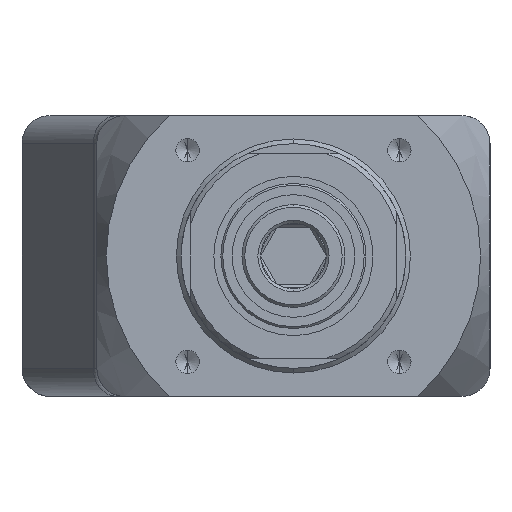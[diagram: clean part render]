
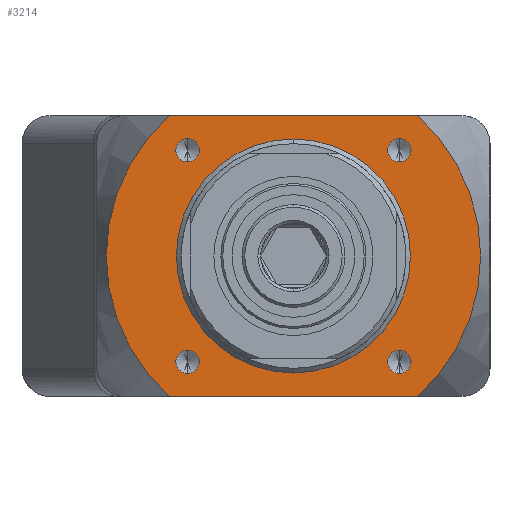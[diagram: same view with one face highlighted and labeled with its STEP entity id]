
A CAD part, left-side view. The second image highlights one B-rep face of the part: STEP entity #3214.
In plain terms, the highlighted planar face has unit normal (-1, 0, 0).
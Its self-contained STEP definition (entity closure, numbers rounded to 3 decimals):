
#47 = DIRECTION ( 'NONE',  ( 0., 0., -1. ) ) ;
#66 = VECTOR ( 'NONE', #9827, 1000. ) ;
#110 = EDGE_CURVE ( 'NONE', #10972, #3836, #3821, .T. ) ;
#173 = VERTEX_POINT ( 'NONE', #4332 ) ;
#254 = EDGE_LOOP ( 'NONE', ( #2958, #10814 ) ) ;
#269 = CIRCLE ( 'NONE', #9359, 12.5 ) ;
#276 = AXIS2_PLACEMENT_3D ( 'NONE', #9630, #2319, #3231 ) ;
#480 = CARTESIAN_POINT ( 'NONE',  ( 34., 11.314, -10.064 ) ) ;
#569 = DIRECTION ( 'NONE',  ( 0., -1., 0. ) ) ;
#674 = EDGE_LOOP ( 'NONE', ( #11154, #4805, #2523, #5550 ) ) ;
#731 = CARTESIAN_POINT ( 'NONE',  ( 34., 0., -12.5 ) ) ;
#733 = CIRCLE ( 'NONE', #10199, 20. ) ;
#736 = DIRECTION ( 'NONE',  ( -1., 0., 0. ) ) ;
#871 = CARTESIAN_POINT ( 'NONE',  ( 34., 11.314, 11.314 ) ) ;
#885 = CIRCLE ( 'NONE', #2187, 1.25 ) ;
#890 = FACE_OUTER_BOUND ( 'NONE', #674, .T. ) ;
#917 = CARTESIAN_POINT ( 'NONE',  ( 34., -11.314, 10.064 ) ) ;
#982 = CARTESIAN_POINT ( 'NONE',  ( 34., -13.229, 15. ) ) ;
#1039 = FACE_BOUND ( 'NONE', #7208, .T. ) ;
#1061 = DIRECTION ( 'NONE',  ( 0., 0., 1. ) ) ;
#1188 = DIRECTION ( 'NONE',  ( -1., 0., 0. ) ) ;
#1193 = CIRCLE ( 'NONE', #3953, 12.5 ) ;
#1194 = DIRECTION ( 'NONE',  ( -1., 0., 0. ) ) ;
#1333 = FACE_BOUND ( 'NONE', #3472, .T. ) ;
#1376 = EDGE_LOOP ( 'NONE', ( #2982, #8020 ) ) ;
#1529 = VERTEX_POINT ( 'NONE', #480 ) ;
#1560 = VERTEX_POINT ( 'NONE', #3243 ) ;
#1567 = EDGE_CURVE ( 'NONE', #1560, #5377, #4487, .T. ) ;
#1752 = CIRCLE ( 'NONE', #8746, 1.25 ) ;
#2018 = CARTESIAN_POINT ( 'NONE',  ( 34., 13.229, 15. ) ) ;
#2187 = AXIS2_PLACEMENT_3D ( 'NONE', #2500, #2452, #3308 ) ;
#2319 = DIRECTION ( 'NONE',  ( -1., 0., 0. ) ) ;
#2371 = VECTOR ( 'NONE', #569, 1000. ) ;
#2452 = DIRECTION ( 'NONE',  ( -1., 0., 0. ) ) ;
#2500 = CARTESIAN_POINT ( 'NONE',  ( 34., 11.314, -11.314 ) ) ;
#2523 = ORIENTED_EDGE ( 'NONE', *, *, #10785, .F. ) ;
#2544 = CIRCLE ( 'NONE', #5947, 1.25 ) ;
#2602 = DIRECTION ( 'NONE',  ( 0., 0., 1. ) ) ;
#2628 = AXIS2_PLACEMENT_3D ( 'NONE', #10840, #9017, #4403 ) ;
#2668 = ORIENTED_EDGE ( 'NONE', *, *, #2899, .T. ) ;
#2760 = CARTESIAN_POINT ( 'NONE',  ( 34., 0., 0. ) ) ;
#2899 = EDGE_CURVE ( 'NONE', #6981, #6224, #1193, .T. ) ;
#2905 = DIRECTION ( 'NONE',  ( 1., 0., 0. ) ) ;
#2958 = ORIENTED_EDGE ( 'NONE', *, *, #5735, .F. ) ;
#2982 = ORIENTED_EDGE ( 'NONE', *, *, #9998, .F. ) ;
#3005 = AXIS2_PLACEMENT_3D ( 'NONE', #11747, #7191, #9946 ) ;
#3014 = CARTESIAN_POINT ( 'NONE',  ( 34., 21., 0. ) ) ;
#3139 = VERTEX_POINT ( 'NONE', #2018 ) ;
#3214 = ADVANCED_FACE ( 'NONE', ( #6182, #8166, #1039, #8462, #1333, #890 ), #9290, .T. ) ;
#3231 = DIRECTION ( 'NONE',  ( 0., 0., 1. ) ) ;
#3243 = CARTESIAN_POINT ( 'NONE',  ( 34., 13.229, -15. ) ) ;
#3308 = DIRECTION ( 'NONE',  ( 0., 0., 1. ) ) ;
#3393 = CARTESIAN_POINT ( 'NONE',  ( 34., 11.314, -11.314 ) ) ;
#3455 = CARTESIAN_POINT ( 'NONE',  ( 34., 21., 15. ) ) ;
#3472 = EDGE_LOOP ( 'NONE', ( #5410, #2668 ) ) ;
#3630 = DIRECTION ( 'NONE',  ( 1., 0., 0. ) ) ;
#3727 = CARTESIAN_POINT ( 'NONE',  ( 34., 0., 0. ) ) ;
#3737 = EDGE_CURVE ( 'NONE', #5377, #10506, #733, .T. ) ;
#3821 = CIRCLE ( 'NONE', #276, 1.25 ) ;
#3836 = VERTEX_POINT ( 'NONE', #4552 ) ;
#3843 = DIRECTION ( 'NONE',  ( 0., 0., 1. ) ) ;
#3929 = EDGE_CURVE ( 'NONE', #1560, #3139, #8298, .T. ) ;
#3945 = ORIENTED_EDGE ( 'NONE', *, *, #110, .F. ) ;
#3953 = AXIS2_PLACEMENT_3D ( 'NONE', #3727, #6512, #10212 ) ;
#3973 = ORIENTED_EDGE ( 'NONE', *, *, #6033, .F. ) ;
#4332 = CARTESIAN_POINT ( 'NONE',  ( 34., -11.314, -12.564 ) ) ;
#4403 = DIRECTION ( 'NONE',  ( 0., 0., 1. ) ) ;
#4437 = EDGE_CURVE ( 'NONE', #3836, #10972, #10059, .T. ) ;
#4487 = LINE ( 'NONE', #7821, #2371 ) ;
#4552 = CARTESIAN_POINT ( 'NONE',  ( 34., -11.314, 12.564 ) ) ;
#4713 = CARTESIAN_POINT ( 'NONE',  ( 34., 0., 12.5 ) ) ;
#4805 = ORIENTED_EDGE ( 'NONE', *, *, #3737, .T. ) ;
#4941 = VERTEX_POINT ( 'NONE', #6859 ) ;
#4997 = EDGE_CURVE ( 'NONE', #1529, #9107, #6350, .T. ) ;
#5285 = ORIENTED_EDGE ( 'NONE', *, *, #4997, .F. ) ;
#5330 = DIRECTION ( 'NONE',  ( 0., 0., 1. ) ) ;
#5377 = VERTEX_POINT ( 'NONE', #8684 ) ;
#5381 = CARTESIAN_POINT ( 'NONE',  ( 34., 0., 0. ) ) ;
#5410 = ORIENTED_EDGE ( 'NONE', *, *, #8910, .T. ) ;
#5550 = ORIENTED_EDGE ( 'NONE', *, *, #3929, .F. ) ;
#5735 = EDGE_CURVE ( 'NONE', #7151, #4941, #6306, .T. ) ;
#5947 = AXIS2_PLACEMENT_3D ( 'NONE', #11159, #1188, #6483 ) ;
#6033 = EDGE_CURVE ( 'NONE', #9107, #1529, #885, .T. ) ;
#6111 = DIRECTION ( 'NONE',  ( -1., 0., 0. ) ) ;
#6131 = AXIS2_PLACEMENT_3D ( 'NONE', #3393, #736, #2602 ) ;
#6182 = FACE_BOUND ( 'NONE', #10596, .T. ) ;
#6224 = VERTEX_POINT ( 'NONE', #731 ) ;
#6306 = CIRCLE ( 'NONE', #2628, 1.25 ) ;
#6350 = CIRCLE ( 'NONE', #6131, 1.25 ) ;
#6483 = DIRECTION ( 'NONE',  ( 0., 0., 1. ) ) ;
#6495 = CARTESIAN_POINT ( 'NONE',  ( 34., -11.314, -10.064 ) ) ;
#6512 = DIRECTION ( 'NONE',  ( 1., 0., 0. ) ) ;
#6835 = VERTEX_POINT ( 'NONE', #6495 ) ;
#6859 = CARTESIAN_POINT ( 'NONE',  ( 34., 11.314, 10.064 ) ) ;
#6981 = VERTEX_POINT ( 'NONE', #4713 ) ;
#7151 = VERTEX_POINT ( 'NONE', #11576 ) ;
#7191 = DIRECTION ( 'NONE',  ( -1., 0., 0. ) ) ;
#7208 = EDGE_LOOP ( 'NONE', ( #7263, #3945 ) ) ;
#7263 = ORIENTED_EDGE ( 'NONE', *, *, #4437, .F. ) ;
#7821 = CARTESIAN_POINT ( 'NONE',  ( 34., 21., -15. ) ) ;
#7920 = AXIS2_PLACEMENT_3D ( 'NONE', #3014, #1194, #3843 ) ;
#8020 = ORIENTED_EDGE ( 'NONE', *, *, #9872, .F. ) ;
#8166 = FACE_BOUND ( 'NONE', #254, .T. ) ;
#8224 = CIRCLE ( 'NONE', #11384, 1.25 ) ;
#8285 = DIRECTION ( 'NONE',  ( 0., 0., 1. ) ) ;
#8298 = CIRCLE ( 'NONE', #8483, 20. ) ;
#8462 = FACE_BOUND ( 'NONE', #1376, .T. ) ;
#8483 = AXIS2_PLACEMENT_3D ( 'NONE', #11029, #2905, #1061 ) ;
#8684 = CARTESIAN_POINT ( 'NONE',  ( 34., -13.229, -15. ) ) ;
#8746 = AXIS2_PLACEMENT_3D ( 'NONE', #871, #9055, #9728 ) ;
#8893 = EDGE_CURVE ( 'NONE', #4941, #7151, #1752, .T. ) ;
#8910 = EDGE_CURVE ( 'NONE', #6224, #6981, #269, .T. ) ;
#8983 = DIRECTION ( 'NONE',  ( -1., 0., 0. ) ) ;
#9017 = DIRECTION ( 'NONE',  ( -1., 0., 0. ) ) ;
#9055 = DIRECTION ( 'NONE',  ( -1., 0., 0. ) ) ;
#9107 = VERTEX_POINT ( 'NONE', #10364 ) ;
#9290 = PLANE ( 'NONE',  #7920 ) ;
#9359 = AXIS2_PLACEMENT_3D ( 'NONE', #2760, #3630, #47 ) ;
#9630 = CARTESIAN_POINT ( 'NONE',  ( 34., -11.314, 11.314 ) ) ;
#9728 = DIRECTION ( 'NONE',  ( 0., 0., 1. ) ) ;
#9827 = DIRECTION ( 'NONE',  ( 0., -1., 0. ) ) ;
#9872 = EDGE_CURVE ( 'NONE', #173, #6835, #8224, .T. ) ;
#9918 = CARTESIAN_POINT ( 'NONE',  ( 34., -11.314, -11.314 ) ) ;
#9946 = DIRECTION ( 'NONE',  ( 0., 0., 1. ) ) ;
#9998 = EDGE_CURVE ( 'NONE', #6835, #173, #2544, .T. ) ;
#10059 = CIRCLE ( 'NONE', #3005, 1.25 ) ;
#10199 = AXIS2_PLACEMENT_3D ( 'NONE', #5381, #8983, #5330 ) ;
#10212 = DIRECTION ( 'NONE',  ( 0., 0., -1. ) ) ;
#10364 = CARTESIAN_POINT ( 'NONE',  ( 34., 11.314, -12.564 ) ) ;
#10506 = VERTEX_POINT ( 'NONE', #982 ) ;
#10596 = EDGE_LOOP ( 'NONE', ( #5285, #3973 ) ) ;
#10785 = EDGE_CURVE ( 'NONE', #3139, #10506, #11622, .T. ) ;
#10814 = ORIENTED_EDGE ( 'NONE', *, *, #8893, .F. ) ;
#10840 = CARTESIAN_POINT ( 'NONE',  ( 34., 11.314, 11.314 ) ) ;
#10972 = VERTEX_POINT ( 'NONE', #917 ) ;
#11029 = CARTESIAN_POINT ( 'NONE',  ( 34., 0., 0. ) ) ;
#11154 = ORIENTED_EDGE ( 'NONE', *, *, #1567, .T. ) ;
#11159 = CARTESIAN_POINT ( 'NONE',  ( 34., -11.314, -11.314 ) ) ;
#11384 = AXIS2_PLACEMENT_3D ( 'NONE', #9918, #6111, #8285 ) ;
#11576 = CARTESIAN_POINT ( 'NONE',  ( 34., 11.314, 12.564 ) ) ;
#11622 = LINE ( 'NONE', #3455, #66 ) ;
#11747 = CARTESIAN_POINT ( 'NONE',  ( 34., -11.314, 11.314 ) ) ;
